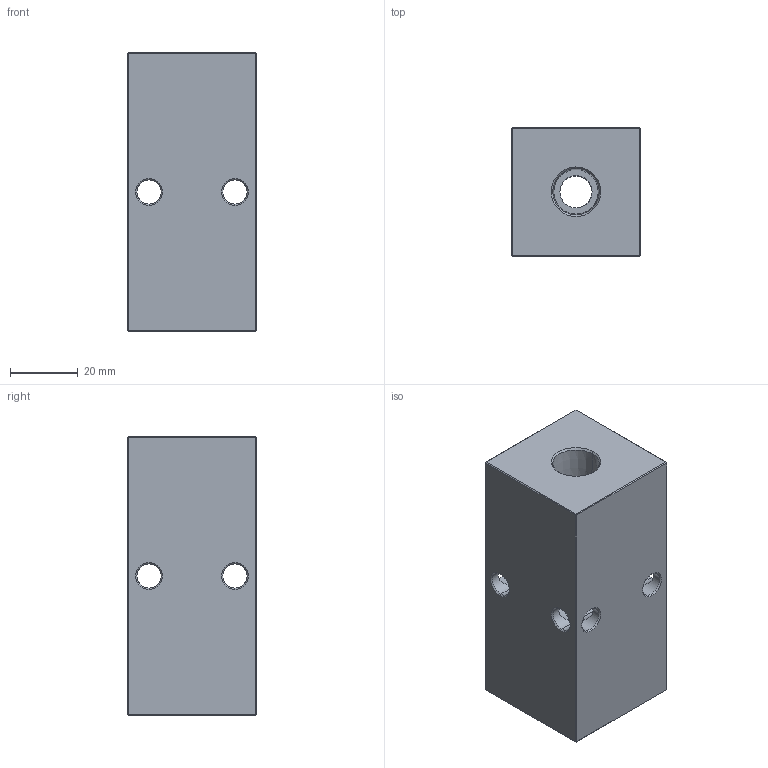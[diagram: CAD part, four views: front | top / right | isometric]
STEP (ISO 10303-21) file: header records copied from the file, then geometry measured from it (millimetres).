
FILE_DESCRIPTION (( 'STEP AP214' ), '1' );
FILE_NAME ('HM-2-0-P-4-4.STEP', '2019-07-13T13:54:53', ( '' ), ( '' ), 'SwSTEP 2.0', 'SolidWorks 2018', '' );
FILE_SCHEMA (( 'AUTOMOTIVE_DESIGN' ));
Length unit declared in the file: inch
Products named in the file (1): HM-2-0-P-4-4
Bounding box: 38.1 x 38.1 x 82.55 mm (x, y, z)
Volume: 103842.1 mm3; surface area: 21071.6 mm2
Topology: 1 solids, 1 shells, 476 faces, 1240 edges, 804 vertices
Faces by surface type: plane 253, bspline 165, cylinder 30, cone 28
Entity records: 28262 total; most frequent: CARTESIAN_POINT 11806, ORIENTED_EDGE 2480, DIRECTION 1554, EDGE_CURVE 1240, VECTOR 810, LINE 810, VERTEX_POINT 804, EDGE_LOOP 536
